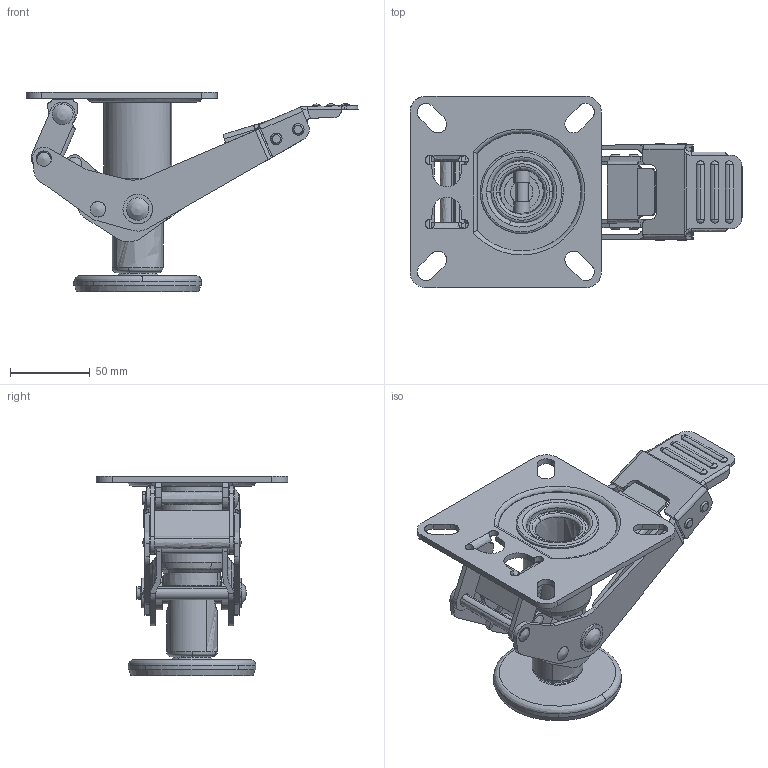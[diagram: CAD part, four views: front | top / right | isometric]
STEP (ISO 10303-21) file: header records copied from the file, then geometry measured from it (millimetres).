
FILE_DESCRIPTION((''),'2;1');
FILE_NAME('','2006-11-17T09:29:50',(''),(''),'','CADfix','');
FILE_SCHEMA(('AUTOMOTIVE_DESIGN'));
Length unit declared in the file: millimetre
Products named in the file (7): pedal_A; support rod_B; support rod_A; pedal_B; mounting plate; foot; 900_2SUS_27535_36
Assembly tree (6 placements, depth 2):
  900_2SUS_27535_36
    pedal_A
    support rod_B
    support rod_A
    pedal_B
    mounting plate
    foot
Bounding box: 208.03 x 120 x 125 mm (x, y, z)
Volume: 222564.7 mm3; surface area: 141202 mm2
Topology: 6 solids, 6 shells, 537 faces, 1911 edges, 1424 vertices
Faces by surface type: bspline 537
Entity records: 30701 total; most frequent: CARTESIAN_POINT 19465, ORIENTED_EDGE 3810, EDGE_CURVE 1905, VERTEX_POINT 1424, B_SPLINE_CURVE_WITH_KNOTS 1150, QUASI_UNIFORM_CURVE 728, EDGE_LOOP 631, FACE_OUTER_BOUND 537
